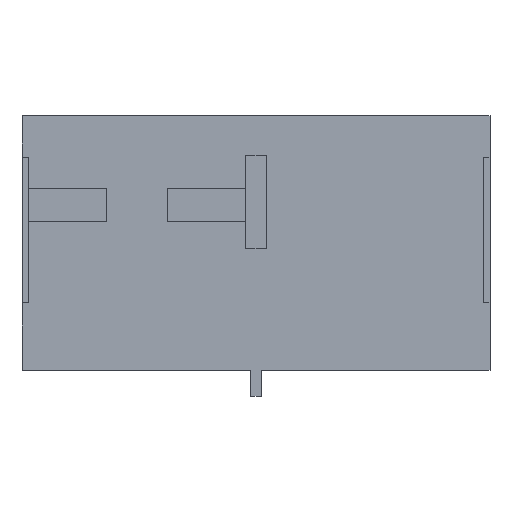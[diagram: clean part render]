
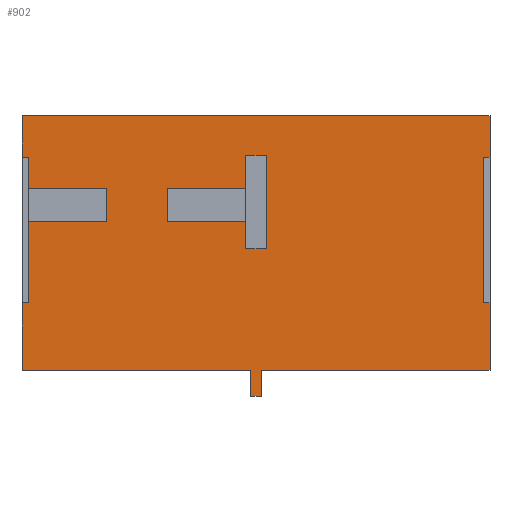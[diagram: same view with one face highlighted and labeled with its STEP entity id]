
A CAD part, front view. The second image highlights one B-rep face of the part: STEP entity #902.
In plain terms, the highlighted planar face has unit normal (0, -1, 0).
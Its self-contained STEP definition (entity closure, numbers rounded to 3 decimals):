
#482=CARTESIAN_POINT('',(-143.5,-90.0,-70.0));
#483=VERTEX_POINT('',#482);
#484=CARTESIAN_POINT('',(-143.5,-90.0,-102.0));
#485=VERTEX_POINT('',#484);
#486=CARTESIAN_POINT('',(-143.5,-90.0,-70.0));
#487=DIRECTION('',(0.0,0.0,-1.0));
#488=VECTOR('',#487,32.0);
#489=LINE('',#486,#488);
#490=EDGE_CURVE('',#483,#485,#489,.T.);
#522=CARTESIAN_POINT('',(-218.5,-90.0,-102.0));
#523=VERTEX_POINT('',#522);
#524=CARTESIAN_POINT('',(-143.5,-90.0,-102.));
#525=DIRECTION('',(-1.0,0.0,0.0));
#526=VECTOR('',#525,75.0);
#527=LINE('',#524,#526);
#528=EDGE_CURVE('',#485,#523,#527,.T.);
#553=CARTESIAN_POINT('',(-218.5,-90.0,-70.0));
#554=VERTEX_POINT('',#553);
#555=CARTESIAN_POINT('',(-218.5,-90.0,-70.0));
#556=DIRECTION('',(1.0,0.0,0.0));
#557=VECTOR('',#556,75.0);
#558=LINE('',#555,#557);
#559=EDGE_CURVE('',#554,#483,#558,.T.);
#601=CARTESIAN_POINT('',(-10.,-90.0,-102.0));
#602=VERTEX_POINT('',#601);
#603=CARTESIAN_POINT('',(-85.,-90.0,-102.0));
#604=VERTEX_POINT('',#603);
#605=CARTESIAN_POINT('',(-10.,-90.0,-102.));
#606=DIRECTION('',(-1.0,0.0,0.0));
#607=VECTOR('',#606,75.0);
#608=LINE('',#605,#607);
#609=EDGE_CURVE('',#602,#604,#608,.T.);
#641=CARTESIAN_POINT('',(-85.,-90.0,-70.0));
#642=VERTEX_POINT('',#641);
#643=CARTESIAN_POINT('',(-85.,-90.0,-102.));
#644=DIRECTION('',(0.0,0.0,1.0));
#645=VECTOR('',#644,32.);
#646=LINE('',#643,#645);
#647=EDGE_CURVE('',#604,#642,#646,.T.);
#672=CARTESIAN_POINT('',(-10.,-90.0,-70.0));
#673=VERTEX_POINT('',#672);
#674=CARTESIAN_POINT('',(-85.,-90.0,-70.0));
#675=DIRECTION('',(1.0,0.0,0.0));
#676=VECTOR('',#675,75.0);
#677=LINE('',#674,#676);
#678=EDGE_CURVE('',#642,#673,#677,.T.);
#715=CARTESIAN_POINT('',(10.0,-90.0,-245.0));
#716=DIRECTION('',(0.0,-1.0,0.0));
#717=DIRECTION('',(0.0,0.0,-1.0));
#718=AXIS2_PLACEMENT_3D('',#715,#716,#717);
#719=PLANE('',#718);
#720=ORIENTED_EDGE('',*,*,#528,.T.);
#721=CARTESIAN_POINT('',(-218.5,-90.0,-180.0));
#722=VERTEX_POINT('',#721);
#723=CARTESIAN_POINT('',(-218.5,-90.0,-102.0));
#724=DIRECTION('',(0.0,0.0,-1.0));
#725=VECTOR('',#724,78.0);
#726=LINE('',#723,#725);
#727=EDGE_CURVE('',#523,#722,#726,.T.);
#728=ORIENTED_EDGE('',*,*,#727,.T.);
#729=CARTESIAN_POINT('',(-225.0,-90.0,-180.0));
#730=VERTEX_POINT('',#729);
#731=CARTESIAN_POINT('',(-218.5,-90.0,-180.0));
#732=DIRECTION('',(-1.0,0.0,0.0));
#733=VECTOR('',#732,6.5);
#734=LINE('',#731,#733);
#735=EDGE_CURVE('',#722,#730,#734,.T.);
#736=ORIENTED_EDGE('',*,*,#735,.T.);
#737=CARTESIAN_POINT('',(-225.0,-90.0,-245.0));
#738=VERTEX_POINT('',#737);
#739=CARTESIAN_POINT('',(-225.0,-90.0,-180.0));
#740=DIRECTION('',(0.0,0.0,-1.0));
#741=VECTOR('',#740,65.0);
#742=LINE('',#739,#741);
#743=EDGE_CURVE('',#730,#738,#742,.T.);
#744=ORIENTED_EDGE('',*,*,#743,.T.);
#745=CARTESIAN_POINT('',(-5.0,-90.0,-245.0));
#746=VERTEX_POINT('',#745);
#747=CARTESIAN_POINT('',(-5.0,-90.0,-245.0));
#748=DIRECTION('',(-1.0,0.0,0.0));
#749=VECTOR('',#748,220.0);
#750=LINE('',#747,#749);
#751=EDGE_CURVE('',#746,#738,#750,.T.);
#752=ORIENTED_EDGE('',*,*,#751,.F.);
#753=CARTESIAN_POINT('',(-5.0,-90.0,-270.0));
#754=VERTEX_POINT('',#753);
#755=CARTESIAN_POINT('',(-5.0,-90.0,-270.0));
#756=DIRECTION('',(0.0,0.0,1.0));
#757=VECTOR('',#756,25.0);
#758=LINE('',#755,#757);
#759=EDGE_CURVE('',#754,#746,#758,.T.);
#760=ORIENTED_EDGE('',*,*,#759,.F.);
#761=CARTESIAN_POINT('',(5.0,-90.0,-270.0));
#762=VERTEX_POINT('',#761);
#763=CARTESIAN_POINT('',(5.0,-90.0,-270.0));
#764=DIRECTION('',(-1.0,0.0,0.0));
#765=VECTOR('',#764,10.0);
#766=LINE('',#763,#765);
#767=EDGE_CURVE('',#762,#754,#766,.T.);
#768=ORIENTED_EDGE('',*,*,#767,.F.);
#769=CARTESIAN_POINT('',(5.0,-90.0,-245.0));
#770=VERTEX_POINT('',#769);
#771=CARTESIAN_POINT('',(5.0,-90.0,-245.0));
#772=DIRECTION('',(0.0,0.0,-1.0));
#773=VECTOR('',#772,25.0);
#774=LINE('',#771,#773);
#775=EDGE_CURVE('',#770,#762,#774,.T.);
#776=ORIENTED_EDGE('',*,*,#775,.F.);
#777=CARTESIAN_POINT('',(225.0,-90.0,-245.0));
#778=VERTEX_POINT('',#777);
#779=CARTESIAN_POINT('',(225.0,-90.0,-245.0));
#780=DIRECTION('',(-1.0,0.0,0.0));
#781=VECTOR('',#780,220.0);
#782=LINE('',#779,#781);
#783=EDGE_CURVE('',#778,#770,#782,.T.);
#784=ORIENTED_EDGE('',*,*,#783,.F.);
#785=CARTESIAN_POINT('',(225.0,-90.0,-180.0));
#786=VERTEX_POINT('',#785);
#787=CARTESIAN_POINT('',(225.0,-90.0,-180.0));
#788=DIRECTION('',(0.0,0.0,-1.0));
#789=VECTOR('',#788,65.0);
#790=LINE('',#787,#789);
#791=EDGE_CURVE('',#786,#778,#790,.T.);
#792=ORIENTED_EDGE('',*,*,#791,.F.);
#793=CARTESIAN_POINT('',(218.5,-90.0,-180.0));
#794=VERTEX_POINT('',#793);
#795=CARTESIAN_POINT('',(225.0,-90.0,-180.0));
#796=DIRECTION('',(-1.0,0.0,0.0));
#797=VECTOR('',#796,6.5);
#798=LINE('',#795,#797);
#799=EDGE_CURVE('',#786,#794,#798,.T.);
#800=ORIENTED_EDGE('',*,*,#799,.T.);
#801=CARTESIAN_POINT('',(218.5,-90.0,-40.0));
#802=VERTEX_POINT('',#801);
#803=CARTESIAN_POINT('',(218.5,-90.0,-180.0));
#804=DIRECTION('',(0.0,0.0,1.0));
#805=VECTOR('',#804,140.0);
#806=LINE('',#803,#805);
#807=EDGE_CURVE('',#794,#802,#806,.T.);
#808=ORIENTED_EDGE('',*,*,#807,.T.);
#809=CARTESIAN_POINT('',(225.0,-90.0,-40.0));
#810=VERTEX_POINT('',#809);
#811=CARTESIAN_POINT('',(218.5,-90.0,-40.0));
#812=DIRECTION('',(1.0,0.0,0.0));
#813=VECTOR('',#812,6.5);
#814=LINE('',#811,#813);
#815=EDGE_CURVE('',#802,#810,#814,.T.);
#816=ORIENTED_EDGE('',*,*,#815,.T.);
#817=CARTESIAN_POINT('',(225.0,-90.0,0.0));
#818=VERTEX_POINT('',#817);
#819=CARTESIAN_POINT('',(225.0,-90.0,0.0));
#820=DIRECTION('',(0.0,0.0,-1.0));
#821=VECTOR('',#820,40.0);
#822=LINE('',#819,#821);
#823=EDGE_CURVE('',#818,#810,#822,.T.);
#824=ORIENTED_EDGE('',*,*,#823,.F.);
#825=CARTESIAN_POINT('',(-225.0,-90.0,0.0));
#826=VERTEX_POINT('',#825);
#827=CARTESIAN_POINT('',(225.0,-90.0,0.0));
#828=DIRECTION('',(-1.0,0.0,0.0));
#829=VECTOR('',#828,450.0);
#830=LINE('',#827,#829);
#831=EDGE_CURVE('',#818,#826,#830,.T.);
#832=ORIENTED_EDGE('',*,*,#831,.T.);
#833=CARTESIAN_POINT('',(-225.0,-90.0,-40.0));
#834=VERTEX_POINT('',#833);
#835=CARTESIAN_POINT('',(-225.0,-90.0,0.0));
#836=DIRECTION('',(0.0,0.0,-1.0));
#837=VECTOR('',#836,40.0);
#838=LINE('',#835,#837);
#839=EDGE_CURVE('',#826,#834,#838,.T.);
#840=ORIENTED_EDGE('',*,*,#839,.T.);
#841=CARTESIAN_POINT('',(-218.5,-90.0,-40.0));
#842=VERTEX_POINT('',#841);
#843=CARTESIAN_POINT('',(-225.0,-90.0,-40.0));
#844=DIRECTION('',(1.0,0.0,0.0));
#845=VECTOR('',#844,6.5);
#846=LINE('',#843,#845);
#847=EDGE_CURVE('',#834,#842,#846,.T.);
#848=ORIENTED_EDGE('',*,*,#847,.T.);
#849=CARTESIAN_POINT('',(-218.5,-90.0,-40.0));
#850=DIRECTION('',(0.0,0.0,-1.0));
#851=VECTOR('',#850,30.0);
#852=LINE('',#849,#851);
#853=EDGE_CURVE('',#842,#554,#852,.T.);
#854=ORIENTED_EDGE('',*,*,#853,.T.);
#855=ORIENTED_EDGE('',*,*,#559,.T.);
#856=ORIENTED_EDGE('',*,*,#490,.T.);
#857=EDGE_LOOP('',(#720,#728,#736,#744,#752,#760,#768,#776,#784,#792,#800,#808,#816,#824,#832,#840,#848,#854,#855,#856));
#858=FACE_OUTER_BOUND('',#857,.T.);
#859=ORIENTED_EDGE('',*,*,#609,.T.);
#860=ORIENTED_EDGE('',*,*,#647,.T.);
#861=ORIENTED_EDGE('',*,*,#678,.T.);
#862=CARTESIAN_POINT('',(-10.0,-90.0,-38.0));
#863=VERTEX_POINT('',#862);
#864=CARTESIAN_POINT('',(-10.0,-90.0,-70.0));
#865=DIRECTION('',(0.0,0.0,1.0));
#866=VECTOR('',#865,32.0);
#867=LINE('',#864,#866);
#868=EDGE_CURVE('',#673,#863,#867,.T.);
#869=ORIENTED_EDGE('',*,*,#868,.T.);
#870=CARTESIAN_POINT('',(10.0,-90.0,-38.0));
#871=VERTEX_POINT('',#870);
#872=CARTESIAN_POINT('',(-10.0,-90.0,-38.0));
#873=DIRECTION('',(1.0,0.0,0.0));
#874=VECTOR('',#873,20.0);
#875=LINE('',#872,#874);
#876=EDGE_CURVE('',#863,#871,#875,.T.);
#877=ORIENTED_EDGE('',*,*,#876,.T.);
#878=CARTESIAN_POINT('',(10.0,-90.0,-128.0));
#879=VERTEX_POINT('',#878);
#880=CARTESIAN_POINT('',(10.0,-90.0,-38.0));
#881=DIRECTION('',(0.0,0.0,-1.0));
#882=VECTOR('',#881,90.0);
#883=LINE('',#880,#882);
#884=EDGE_CURVE('',#871,#879,#883,.T.);
#885=ORIENTED_EDGE('',*,*,#884,.T.);
#886=CARTESIAN_POINT('',(-10.0,-90.0,-128.0));
#887=VERTEX_POINT('',#886);
#888=CARTESIAN_POINT('',(10.0,-90.0,-128.0));
#889=DIRECTION('',(-1.0,0.0,0.0));
#890=VECTOR('',#889,20.0);
#891=LINE('',#888,#890);
#892=EDGE_CURVE('',#879,#887,#891,.T.);
#893=ORIENTED_EDGE('',*,*,#892,.T.);
#894=CARTESIAN_POINT('',(-10.0,-90.0,-128.0));
#895=DIRECTION('',(0.0,0.0,1.0));
#896=VECTOR('',#895,26.);
#897=LINE('',#894,#896);
#898=EDGE_CURVE('',#887,#602,#897,.T.);
#899=ORIENTED_EDGE('',*,*,#898,.T.);
#900=EDGE_LOOP('',(#859,#860,#861,#869,#877,#885,#893,#899));
#901=FACE_BOUND('',#900,.T.);
#902=ADVANCED_FACE('',(#858,#901),#719,.T.);
